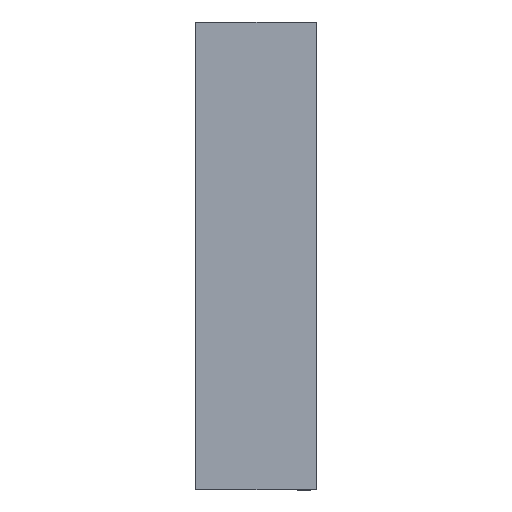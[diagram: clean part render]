
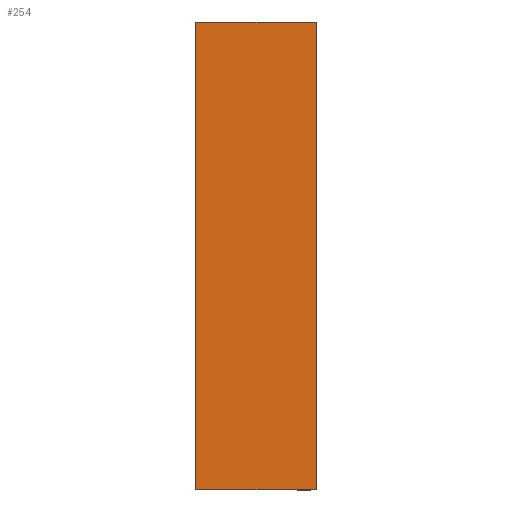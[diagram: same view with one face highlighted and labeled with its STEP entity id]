
A CAD part, left-side view. The second image highlights one B-rep face of the part: STEP entity #254.
In plain terms, the highlighted planar face has unit normal (-1, 0, 0).
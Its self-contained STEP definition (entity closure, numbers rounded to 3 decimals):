
#11 = VECTOR ( 'NONE', #632, 1000. ) ;
#15 = CARTESIAN_POINT ( 'NONE',  ( -3.15, 0., 1.55 ) ) ;
#56 = VERTEX_POINT ( 'NONE', #371 ) ;
#62 = LINE ( 'NONE', #513, #336 ) ;
#70 = EDGE_CURVE ( 'NONE', #56, #360, #62, .T. ) ;
#81 = LINE ( 'NONE', #325, #11 ) ;
#194 = FACE_OUTER_BOUND ( 'NONE', #628, .T. ) ;
#213 = VECTOR ( 'NONE', #305, 1000. ) ;
#254 = ADVANCED_FACE ( 'NONE', ( #194 ), #610, .F. ) ;
#305 = DIRECTION ( 'NONE',  ( 0., -1., 0. ) ) ;
#325 = CARTESIAN_POINT ( 'NONE',  ( -3.15, 0., 1.55 ) ) ;
#332 = AXIS2_PLACEMENT_3D ( 'NONE', #833, #378, #458 ) ;
#336 = VECTOR ( 'NONE', #823, 1000. ) ;
#342 = EDGE_CURVE ( 'NONE', #56, #577, #81, .T. ) ;
#360 = VERTEX_POINT ( 'NONE', #922 ) ;
#367 = CARTESIAN_POINT ( 'NONE',  ( -3.15, 0., 1.55 ) ) ;
#371 = CARTESIAN_POINT ( 'NONE',  ( -3.15, 0.8, 1.55 ) ) ;
#378 = DIRECTION ( 'NONE',  ( 1., 0., 0. ) ) ;
#387 = LINE ( 'NONE', #367, #424 ) ;
#392 = CARTESIAN_POINT ( 'NONE',  ( -3.15, 0., -1.55 ) ) ;
#424 = VECTOR ( 'NONE', #426, 1000. ) ;
#426 = DIRECTION ( 'NONE',  ( 0., 0., -1. ) ) ;
#443 = EDGE_CURVE ( 'NONE', #360, #857, #622, .T. ) ;
#458 = DIRECTION ( 'NONE',  ( 0., 0., -1. ) ) ;
#513 = CARTESIAN_POINT ( 'NONE',  ( -3.15, 0.8, 1.55 ) ) ;
#534 = EDGE_CURVE ( 'NONE', #577, #857, #387, .T. ) ;
#558 = ORIENTED_EDGE ( 'NONE', *, *, #70, .T. ) ;
#577 = VERTEX_POINT ( 'NONE', #15 ) ;
#610 = PLANE ( 'NONE',  #332 ) ;
#622 = LINE ( 'NONE', #392, #213 ) ;
#628 = EDGE_LOOP ( 'NONE', ( #779, #883, #939, #558 ) ) ;
#632 = DIRECTION ( 'NONE',  ( 0., -1., 0. ) ) ;
#779 = ORIENTED_EDGE ( 'NONE', *, *, #443, .T. ) ;
#823 = DIRECTION ( 'NONE',  ( 0., 0., -1. ) ) ;
#833 = CARTESIAN_POINT ( 'NONE',  ( -3.15, 0., 1.55 ) ) ;
#857 = VERTEX_POINT ( 'NONE', #924 ) ;
#883 = ORIENTED_EDGE ( 'NONE', *, *, #534, .F. ) ;
#922 = CARTESIAN_POINT ( 'NONE',  ( -3.15, 0.8, -1.55 ) ) ;
#924 = CARTESIAN_POINT ( 'NONE',  ( -3.15, 0., -1.55 ) ) ;
#939 = ORIENTED_EDGE ( 'NONE', *, *, #342, .F. ) ;
